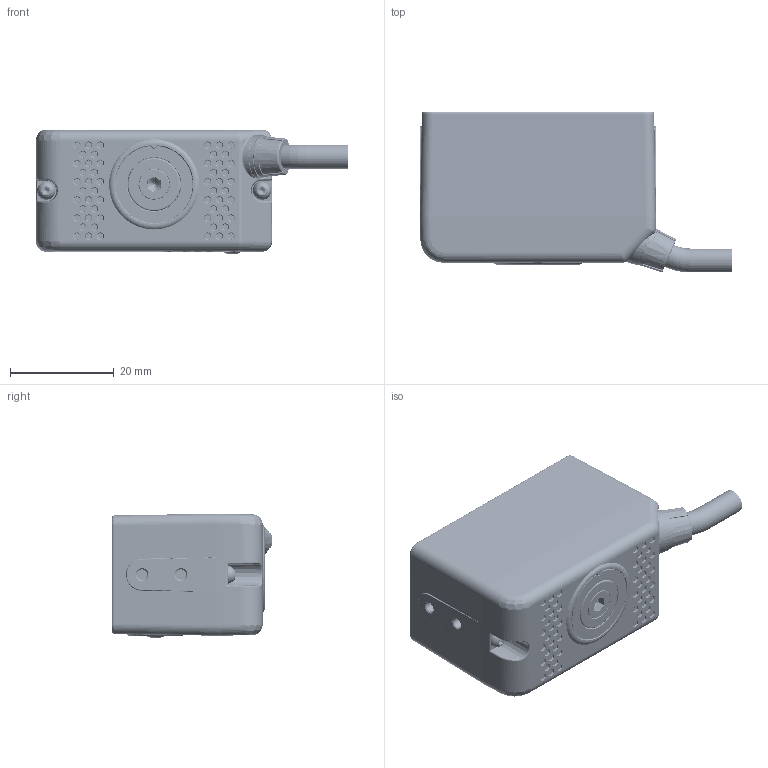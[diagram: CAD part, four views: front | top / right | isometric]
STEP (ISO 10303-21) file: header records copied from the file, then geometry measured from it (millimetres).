
FILE_DESCRIPTION((''),'2;1');
FILE_NAME('209232_ASM','2018-11-01T',('pdmadmin'),('BANNER ENGINEERING'),'CREO PARAMETRIC BY PTC INC, 2016260','CREO PARAMETRIC BY PTC INC, 2016260','');
FILE_SCHEMA(('CONFIG_CONTROL_DESIGN'));
Products named in the file (17): FGUA20A46E2A9QKW_1; FGUA20A46E2A9QKW_2; FGUA20A46E2A9QKW_3; FGUA20A46E2A9QKW_4; FGUA20A46E2A9QKW_5; FGUA20A46E2A_178; FGUA20A46E2_182; FGUA20A46E2_183; FGUA20A46E2_185; FGUA_253; FGUA_254; FGUA_256; FGUA_258; FGUA20A46E2A9QKW_ASM; MATRIX_120_USB_ASM; NB_REPLACEMENT_CAP; 209232_ASM
Assembly tree (17 placements, depth 4):
  209232_ASM
    MATRIX_120_USB_ASM
      FGUA20A46E2A9QKW_ASM
        FGUA20A46E2A9QKW_1
        FGUA20A46E2A9QKW_2
        FGUA20A46E2A9QKW_3
        FGUA20A46E2A9QKW_4
        FGUA20A46E2A9QKW_5
        FGUA20A46E2A_178
        FGUA20A46E2_182
        FGUA20A46E2_183
        FGUA20A46E2_185
        FGUA_253
        FGUA_254
        FGUA_256
        FGUA_258
      FGUA_253
    NB_REPLACEMENT_CAP
Bounding box: 60.02 x 30.95 x 24 mm (x, y, z)
Volume: 9914.3 mm3; surface area: 16086.1 mm2
Topology: 15 solids, 15 shells, 6596 faces, 16330 edges, 9150 vertices
Faces by surface type: cylinder 2636, bspline 1458, plane 1184, sphere 766, torus 366, cone 186
Entity records: 244081 total; most frequent: CARTESIAN_POINT 103767, ORIENTED_EDGE 30964, DIRECTION 27099, EDGE_CURVE 15482, AXIS2_PLACEMENT_3D 10700, VERTEX_POINT 9112, EDGE_LOOP 6772, FACE_OUTER_BOUND 6569
